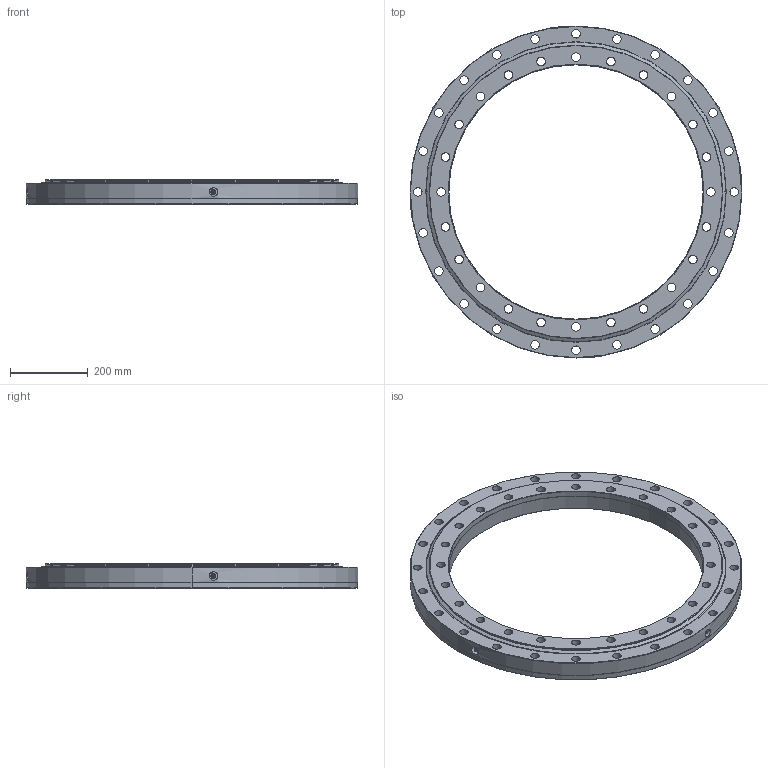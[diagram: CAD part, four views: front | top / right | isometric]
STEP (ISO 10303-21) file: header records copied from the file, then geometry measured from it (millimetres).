
FILE_DESCRIPTION (( 'STEP AP214' ), '1' );
FILE_NAME ('SD.855.25.00.B.STEP', '2015-10-28T08:49:03', ( '' ), ( '' ), 'SwSTEP 2.0', 'SolidWorks 2015', '' );
FILE_SCHEMA (( 'AUTOMOTIVE_DESIGN' ));
Length unit declared in the file: millimetre
Products named in the file (7): A.855.B25B.A1N.1 - IR; SD.855.25.00.B; Ball D25; A.855.B25B.A1N.1 - OR; A.855.B25B.A1N.1 - OR Seal; A.855.B25B.A1N.1 - IR Seal; Grease nipple M10x1mm
Assembly tree (90 placements, depth 2):
  SD.855.25.00.B
    A.855.B25B.A1N.1 - IR
    A.855.B25B.A1N.1 - OR
    Ball D25  x82
    A.855.B25B.A1N.1 - IR Seal
    A.855.B25B.A1N.1 - OR Seal
    Grease nipple M10x1mm  x4
Bounding box: 855 x 855 x 63 mm (x, y, z)
Volume: 11153148.5 mm3; surface area: 1584315.2 mm2
Topology: 90 solids, 90 shells, 529 faces, 1441 edges, 944 vertices
Faces by surface type: cylinder 164, sphere 164, cone 96, plane 60, torus 45
Entity records: 9756 total; most frequent: CARTESIAN_POINT 2147, DIRECTION 1710, ORIENTED_EDGE 1306, AXIS2_PLACEMENT_3D 755, EDGE_CURVE 653, VERTEX_POINT 410, CIRCLE 397, EDGE_LOOP 389
